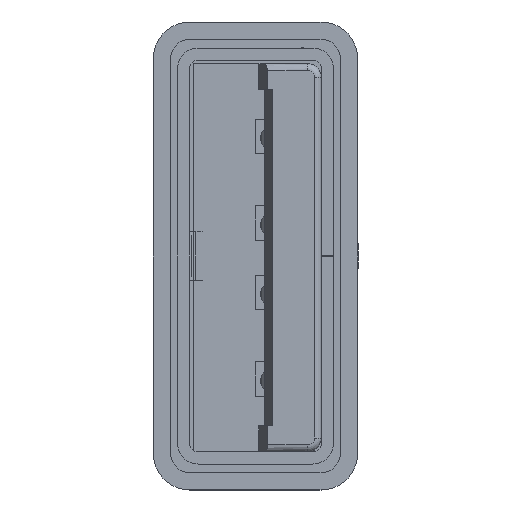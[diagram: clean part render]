
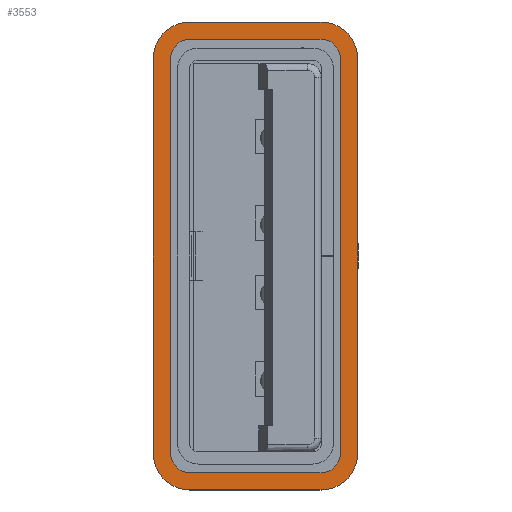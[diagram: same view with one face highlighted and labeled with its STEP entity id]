
A CAD part, left-side view. The second image highlights one B-rep face of the part: STEP entity #3553.
In plain terms, the highlighted face is planar.
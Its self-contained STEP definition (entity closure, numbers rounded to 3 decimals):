
#40 = CIRCLE ( 'NONE', #43614, 0.56 ) ;
#394 = CARTESIAN_POINT ( 'NONE',  ( 5.69, -2.45, 0. ) ) ;
#605 = ORIENTED_EDGE ( 'NONE', *, *, #9024, .T. ) ;
#715 = EDGE_CURVE ( 'NONE', #25315, #45184, #38301, .T. ) ;
#761 = VECTOR ( 'NONE', #19992, 1000. ) ;
#1285 = EDGE_LOOP ( 'NONE', ( #30968, #24237, #30578, #605, #5130, #34551, #17584, #2649 ) ) ;
#1735 = ORIENTED_EDGE ( 'NONE', *, *, #16560, .F. ) ;
#2203 = ORIENTED_EDGE ( 'NONE', *, *, #45056, .F. ) ;
#2649 = ORIENTED_EDGE ( 'NONE', *, *, #17110, .T. ) ;
#3019 = DIRECTION ( 'NONE',  ( -1., 0., 0. ) ) ;
#3553 = ADVANCED_FACE ( 'NONE', ( #9453, #27326 ), #28340, .F. ) ;
#3886 = DIRECTION ( 'NONE',  ( 0., 0., 1. ) ) ;
#4053 = DIRECTION ( 'NONE',  ( 1., 0., 0. ) ) ;
#4516 = AXIS2_PLACEMENT_3D ( 'NONE', #14195, #6696, #42499 ) ;
#4931 = LINE ( 'NONE', #30161, #40213 ) ;
#5130 = ORIENTED_EDGE ( 'NONE', *, *, #35565, .T. ) ;
#5480 = CARTESIAN_POINT ( 'NONE',  ( 6.75, 1.89, 0. ) ) ;
#5733 = CARTESIAN_POINT ( 'NONE',  ( -5.69, 2.95, 0. ) ) ;
#6379 = DIRECTION ( 'NONE',  ( 0., 1., 0. ) ) ;
#6647 = CARTESIAN_POINT ( 'NONE',  ( -5.69, -2.45, 0. ) ) ;
#6696 = DIRECTION ( 'NONE',  ( 0., 0., 1. ) ) ;
#7145 = CARTESIAN_POINT ( 'NONE',  ( -5.69, 1.89, 0. ) ) ;
#7381 = EDGE_CURVE ( 'NONE', #27605, #43979, #41182, .T. ) ;
#7953 = ORIENTED_EDGE ( 'NONE', *, *, #38594, .F. ) ;
#8071 = VERTEX_POINT ( 'NONE', #12399 ) ;
#8127 = CARTESIAN_POINT ( 'NONE',  ( 5.69, -1.89, 0. ) ) ;
#8438 = VECTOR ( 'NONE', #6379, 1000. ) ;
#8896 = CARTESIAN_POINT ( 'NONE',  ( 6.75, 1.89, 0. ) ) ;
#9024 = EDGE_CURVE ( 'NONE', #8071, #28547, #42169, .T. ) ;
#9453 = FACE_BOUND ( 'NONE', #16052, .T. ) ;
#10033 = DIRECTION ( 'NONE',  ( 0., 0., 1. ) ) ;
#10512 = VERTEX_POINT ( 'NONE', #20053 ) ;
#10632 = DIRECTION ( 'NONE',  ( -1., 0., 0. ) ) ;
#10722 = DIRECTION ( 'NONE',  ( 0., 0., 1. ) ) ;
#11189 = CARTESIAN_POINT ( 'NONE',  ( -6.75, 1.89, 0. ) ) ;
#11328 = CARTESIAN_POINT ( 'NONE',  ( -5.69, 2.95, 0. ) ) ;
#11840 = VERTEX_POINT ( 'NONE', #26374 ) ;
#11900 = LINE ( 'NONE', #35198, #20312 ) ;
#12399 = CARTESIAN_POINT ( 'NONE',  ( -6.75, 1.89, 0. ) ) ;
#12475 = CARTESIAN_POINT ( 'NONE',  ( 6.25, 1.89, 0. ) ) ;
#12832 = CIRCLE ( 'NONE', #26732, 0.56 ) ;
#12986 = EDGE_CURVE ( 'NONE', #28540, #27605, #13965, .T. ) ;
#13965 = CIRCLE ( 'NONE', #44721, 0.56 ) ;
#14121 = CIRCLE ( 'NONE', #28941, 1.06 ) ;
#14195 = CARTESIAN_POINT ( 'NONE',  ( -5.69, 1.89, 0. ) ) ;
#14567 = EDGE_CURVE ( 'NONE', #27640, #40812, #12832, .T. ) ;
#14691 = DIRECTION ( 'NONE',  ( 0., 0., 1. ) ) ;
#14840 = DIRECTION ( 'NONE',  ( -1., 0., 0. ) ) ;
#15545 = EDGE_CURVE ( 'NONE', #11840, #25315, #4931, .T. ) ;
#16052 = EDGE_LOOP ( 'NONE', ( #21886, #23881, #46476, #18334, #7953, #1735, #2203, #39298 ) ) ;
#16560 = EDGE_CURVE ( 'NONE', #34482, #32534, #40, .T. ) ;
#17110 = EDGE_CURVE ( 'NONE', #45184, #41659, #27429, .T. ) ;
#17412 = CARTESIAN_POINT ( 'NONE',  ( -5.69, -1.89, 0. ) ) ;
#17464 = CARTESIAN_POINT ( 'NONE',  ( 5.69, 1.89, 0. ) ) ;
#17467 = CARTESIAN_POINT ( 'NONE',  ( -5.69, 2.45, 0. ) ) ;
#17535 = AXIS2_PLACEMENT_3D ( 'NONE', #25292, #14691, #14840 ) ;
#17584 = ORIENTED_EDGE ( 'NONE', *, *, #715, .T. ) ;
#18127 = DIRECTION ( 'NONE',  ( 0., -1., 0. ) ) ;
#18334 = ORIENTED_EDGE ( 'NONE', *, *, #14567, .F. ) ;
#18789 = DIRECTION ( 'NONE',  ( 1., 0., 0. ) ) ;
#18867 = DIRECTION ( 'NONE',  ( 0., 0., -1. ) ) ;
#19735 = LINE ( 'NONE', #11328, #22538 ) ;
#19747 = LINE ( 'NONE', #39670, #22547 ) ;
#19992 = DIRECTION ( 'NONE',  ( 0., 1., 0. ) ) ;
#20053 = CARTESIAN_POINT ( 'NONE',  ( 6.25, -1.89, 0. ) ) ;
#20312 = VECTOR ( 'NONE', #10632, 1000. ) ;
#20761 = CARTESIAN_POINT ( 'NONE',  ( -6.25, 1.89, 0. ) ) ;
#20847 = CARTESIAN_POINT ( 'NONE',  ( -6.75, -1.89, 0. ) ) ;
#20852 = CARTESIAN_POINT ( 'NONE',  ( 5.69, 2.95, 0. ) ) ;
#21282 = CIRCLE ( 'NONE', #17535, 1.06 ) ;
#21365 = CARTESIAN_POINT ( 'NONE',  ( 5.69, -2.95, 0. ) ) ;
#21886 = ORIENTED_EDGE ( 'NONE', *, *, #7381, .F. ) ;
#22226 = VERTEX_POINT ( 'NONE', #5733 ) ;
#22538 = VECTOR ( 'NONE', #39963, 1000. ) ;
#22547 = VECTOR ( 'NONE', #18127, 1000. ) ;
#23881 = ORIENTED_EDGE ( 'NONE', *, *, #12986, .F. ) ;
#23972 = EDGE_CURVE ( 'NONE', #43979, #10512, #26973, .T. ) ;
#24237 = ORIENTED_EDGE ( 'NONE', *, *, #38242, .T. ) ;
#24644 = CARTESIAN_POINT ( 'NONE',  ( -5.69, -1.89, 0. ) ) ;
#24914 = EDGE_CURVE ( 'NONE', #41659, #36609, #21282, .T. ) ;
#25292 = CARTESIAN_POINT ( 'NONE',  ( 5.69, 1.89, 0. ) ) ;
#25315 = VERTEX_POINT ( 'NONE', #21365 ) ;
#25558 = DIRECTION ( 'NONE',  ( 0., -1., 0. ) ) ;
#25709 = AXIS2_PLACEMENT_3D ( 'NONE', #31597, #42399, #46008 ) ;
#26374 = CARTESIAN_POINT ( 'NONE',  ( -5.69, -2.95, 0. ) ) ;
#26732 = AXIS2_PLACEMENT_3D ( 'NONE', #7145, #39519, #43283 ) ;
#26973 = CIRCLE ( 'NONE', #34552, 0.56 ) ;
#27326 = FACE_OUTER_BOUND ( 'NONE', #1285, .T. ) ;
#27429 = LINE ( 'NONE', #8896, #8438 ) ;
#27605 = VERTEX_POINT ( 'NONE', #6647 ) ;
#27640 = VERTEX_POINT ( 'NONE', #17467 ) ;
#28340 = PLANE ( 'NONE',  #38363 ) ;
#28540 = VERTEX_POINT ( 'NONE', #38471 ) ;
#28547 = VERTEX_POINT ( 'NONE', #20847 ) ;
#28941 = AXIS2_PLACEMENT_3D ( 'NONE', #17412, #10033, #42400 ) ;
#29104 = EDGE_CURVE ( 'NONE', #22226, #8071, #43657, .T. ) ;
#29419 = CARTESIAN_POINT ( 'NONE',  ( 5.69, 2.45, 0. ) ) ;
#29872 = DIRECTION ( 'NONE',  ( 1., 0., 0. ) ) ;
#30161 = CARTESIAN_POINT ( 'NONE',  ( -5.69, -2.95, 0. ) ) ;
#30578 = ORIENTED_EDGE ( 'NONE', *, *, #29104, .T. ) ;
#30968 = ORIENTED_EDGE ( 'NONE', *, *, #24914, .T. ) ;
#31597 = CARTESIAN_POINT ( 'NONE',  ( 5.69, -1.89, 0. ) ) ;
#32534 = VERTEX_POINT ( 'NONE', #29419 ) ;
#32625 = VECTOR ( 'NONE', #25558, 1000. ) ;
#33981 = CARTESIAN_POINT ( 'NONE',  ( 5.69, 1.89, 0. ) ) ;
#34482 = VERTEX_POINT ( 'NONE', #37804 ) ;
#34551 = ORIENTED_EDGE ( 'NONE', *, *, #15545, .T. ) ;
#34552 = AXIS2_PLACEMENT_3D ( 'NONE', #8127, #3886, #4053 ) ;
#34930 = LINE ( 'NONE', #12475, #761 ) ;
#35198 = CARTESIAN_POINT ( 'NONE',  ( -5.69, 2.45, 0. ) ) ;
#35255 = DIRECTION ( 'NONE',  ( 0., 0., 1. ) ) ;
#35565 = EDGE_CURVE ( 'NONE', #28547, #11840, #14121, .T. ) ;
#36609 = VERTEX_POINT ( 'NONE', #20852 ) ;
#37804 = CARTESIAN_POINT ( 'NONE',  ( 6.25, 1.89, 0. ) ) ;
#38242 = EDGE_CURVE ( 'NONE', #36609, #22226, #19735, .T. ) ;
#38301 = CIRCLE ( 'NONE', #25709, 1.06 ) ;
#38363 = AXIS2_PLACEMENT_3D ( 'NONE', #33981, #18867, #40774 ) ;
#38471 = CARTESIAN_POINT ( 'NONE',  ( -6.25, -1.89, 0. ) ) ;
#38594 = EDGE_CURVE ( 'NONE', #32534, #27640, #11900, .T. ) ;
#39079 = EDGE_CURVE ( 'NONE', #40812, #28540, #19747, .T. ) ;
#39298 = ORIENTED_EDGE ( 'NONE', *, *, #23972, .F. ) ;
#39519 = DIRECTION ( 'NONE',  ( 0., 0., 1. ) ) ;
#39670 = CARTESIAN_POINT ( 'NONE',  ( -6.25, 1.89, 0. ) ) ;
#39963 = DIRECTION ( 'NONE',  ( -1., 0., 0. ) ) ;
#40213 = VECTOR ( 'NONE', #29872, 1000. ) ;
#40648 = VECTOR ( 'NONE', #18789, 1000. ) ;
#40774 = DIRECTION ( 'NONE',  ( -1., 0., 0. ) ) ;
#40812 = VERTEX_POINT ( 'NONE', #20761 ) ;
#41182 = LINE ( 'NONE', #43793, #40648 ) ;
#41659 = VERTEX_POINT ( 'NONE', #5480 ) ;
#42169 = LINE ( 'NONE', #11189, #32625 ) ;
#42399 = DIRECTION ( 'NONE',  ( 0., 0., 1. ) ) ;
#42400 = DIRECTION ( 'NONE',  ( 1., 0., 0. ) ) ;
#42499 = DIRECTION ( 'NONE',  ( 1., 0., 0. ) ) ;
#42948 = DIRECTION ( 'NONE',  ( 1., 0., 0. ) ) ;
#43283 = DIRECTION ( 'NONE',  ( 1., 0., 0. ) ) ;
#43614 = AXIS2_PLACEMENT_3D ( 'NONE', #17464, #35255, #3019 ) ;
#43657 = CIRCLE ( 'NONE', #4516, 1.06 ) ;
#43793 = CARTESIAN_POINT ( 'NONE',  ( -5.69, -2.45, 0. ) ) ;
#43979 = VERTEX_POINT ( 'NONE', #394 ) ;
#44721 = AXIS2_PLACEMENT_3D ( 'NONE', #24644, #10722, #42948 ) ;
#45056 = EDGE_CURVE ( 'NONE', #10512, #34482, #34930, .T. ) ;
#45184 = VERTEX_POINT ( 'NONE', #45741 ) ;
#45741 = CARTESIAN_POINT ( 'NONE',  ( 6.75, -1.89, 0. ) ) ;
#46008 = DIRECTION ( 'NONE',  ( 1., 0., 0. ) ) ;
#46476 = ORIENTED_EDGE ( 'NONE', *, *, #39079, .F. ) ;
